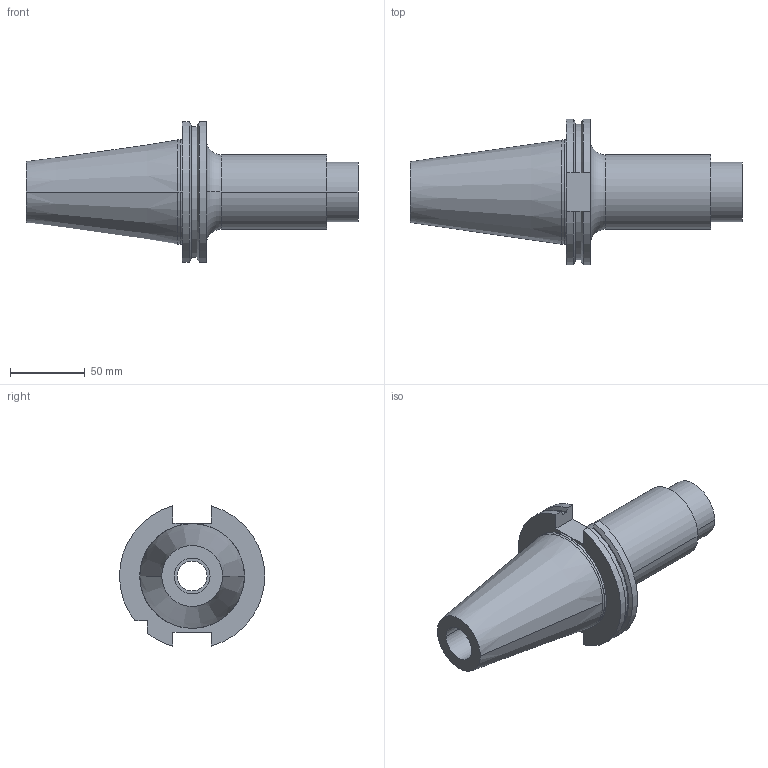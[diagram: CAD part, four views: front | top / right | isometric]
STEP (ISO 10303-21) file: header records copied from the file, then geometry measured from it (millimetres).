
FILE_DESCRIPTION((''),'2;1');
FILE_NAME('8441452100','2021-03-29T12:55:35',('thiemer'),(''),'CREO PARAMETRIC BY PTC INC, 2020053','CREO PARAMETRIC BY PTC INC, 2020053','');
FILE_SCHEMA(('AP242_MANAGED_MODEL_BASED_3D_ENGINEERING_MIM_LF { 1 0 10303 442 1 1 4 }'));
Length unit declared in the file: millimetre
Products named in the file (1): 8441452100
Bounding box: 222.65 x 97.31 x 94.05 mm (x, y, z)
Volume: 463610.5 mm3; surface area: 65820.5 mm2
Topology: 1 solids, 1 shells, 57 faces, 160 edges, 112 vertices
Faces by surface type: plane 22, cylinder 21, cone 12, torus 2
Entity records: 2822 total; most frequent: CARTESIAN_POINT 383, DIRECTION 372, ORIENTED_EDGE 282, PRESENTATION_STYLE_ASSIGNMENT 176, STYLED_ITEM 176, CURVE_STYLE 175, EDGE_CURVE 141, AXIS2_PLACEMENT_3D 137
